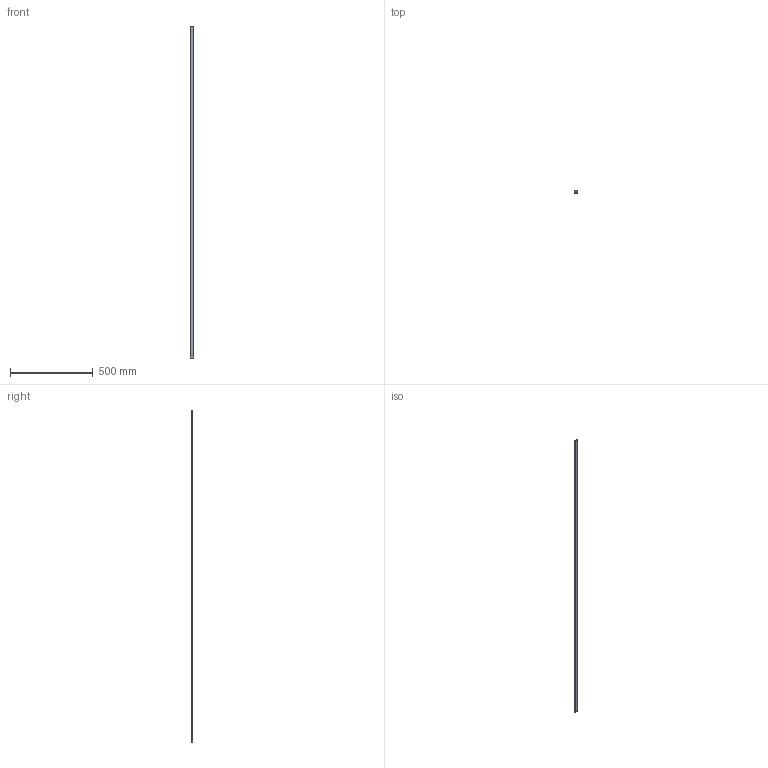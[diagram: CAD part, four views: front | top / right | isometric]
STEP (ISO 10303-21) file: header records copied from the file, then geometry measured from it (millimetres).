
FILE_DESCRIPTION (( 'STEP AP214' ), '1' );
FILE_NAME ('6175375.stp', '2016-10-03T12:18:37', ( '' ), ( '' ), 'SwSTEP 2.0', 'SolidWorks 2016', '' );
FILE_SCHEMA (( 'AUTOMOTIVE_DESIGN' ));
Length unit declared in the file: millimetre
Products named in the file (3): 6175375; 092201_Standard; 092200_Standard
Assembly tree (2 placements, depth 2):
  6175375
    092201_Standard
    092200_Standard
Bounding box: 20 x 10.52 x 2000 mm (x, y, z)
Volume: 130203.8 mm3; surface area: 273995.3 mm2
Topology: 2 solids, 2 shells, 46 faces, 126 edges, 84 vertices
Faces by surface type: plane 30, cylinder 16
Entity records: 2078 total; most frequent: CARTESIAN_POINT 261, DIRECTION 260, ORIENTED_EDGE 252, EDGE_CURVE 126, LINE 94, VECTOR 94, VERTEX_POINT 84, AXIS2_PLACEMENT_3D 83
